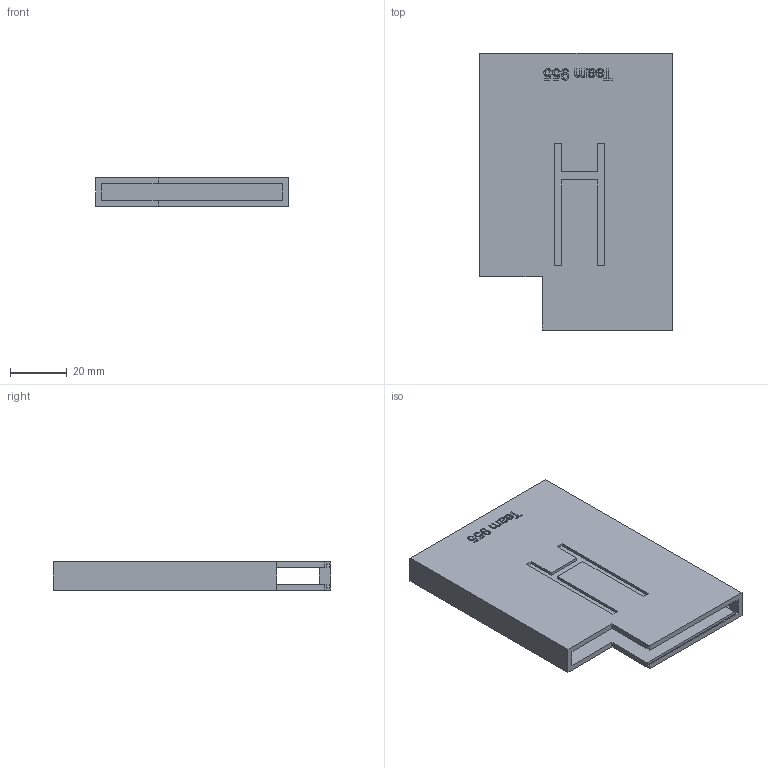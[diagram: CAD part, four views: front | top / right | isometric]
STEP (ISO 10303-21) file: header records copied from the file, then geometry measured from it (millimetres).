
FILE_DESCRIPTION(/* description */ ('','CAx-IF Rec.Pracs.---Representation and Presentation of Product Manufacturing Information (PMI)---4.0---2014-10-13'),/* implementation_level */ '2;1');
FILE_NAME(/* name */ 'G2_BatteryCase.step',/* time_stamp */ '2025-02-10T22:04:38-05:00',/* author */ (''),/* organization */ (''),/* preprocessor_version */ 'ST-DEVELOPER v20',/* originating_system */ 'Autodesk Translation Framework v13.20.0.188',/* authorisation */ '');
FILE_SCHEMA (('AP242_MANAGED_MODEL_BASED_3D_ENGINEERING_MIM_LF { 1 0 10303 442 1 1 4 }'));
Length unit declared in the file: millimetre
Products named in the file (2): GloveCase2; GloveCase v8
Assembly tree (1 placements, depth 2):
  GloveCase2
    GloveCase v8
Bounding box: 68 x 98 x 10 mm (x, y, z)
Volume: 27167.4 mm3; surface area: 28642 mm2
Topology: 1 solids, 1 shells, 225 faces, 631 edges, 418 vertices
Faces by surface type: bspline 126, plane 99
Entity records: 8401 total; most frequent: CARTESIAN_POINT 3419, ORIENTED_EDGE 1262, EDGE_CURVE 631, DIRECTION 583, VERTEX_POINT 418, LINE 379, VECTOR 379, B_SPLINE_CURVE_WITH_KNOTS 252
